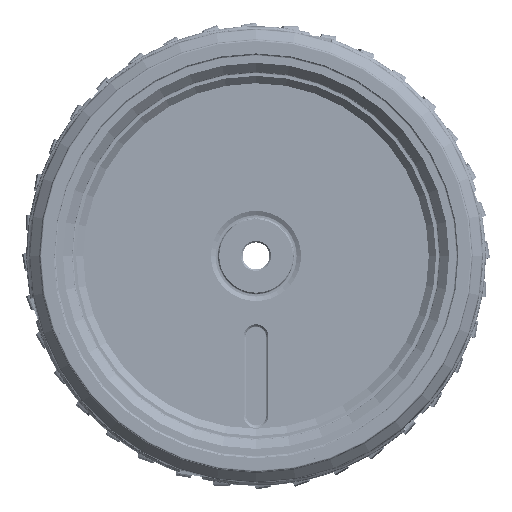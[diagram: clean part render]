
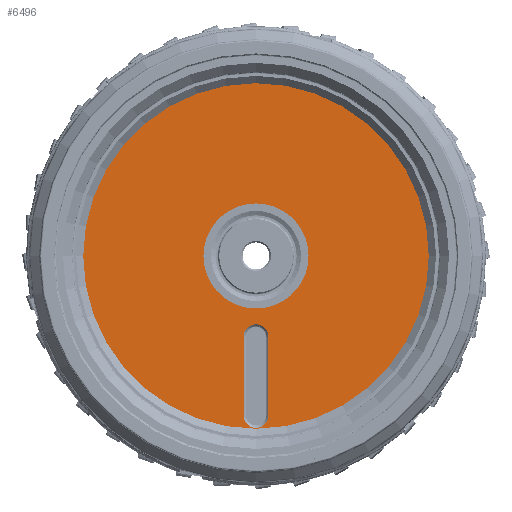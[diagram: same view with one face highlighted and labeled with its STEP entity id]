
A CAD part, top view. The second image highlights one B-rep face of the part: STEP entity #6496.
In plain terms, the highlighted planar face has unit normal (0, 0, 1).
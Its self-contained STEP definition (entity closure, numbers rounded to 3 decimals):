
#3741=FACE_BOUND('',#13393,.T.);
#3742=FACE_BOUND('',#13394,.T.);
#3743=FACE_BOUND('',#13395,.T.);
#6496=ADVANCED_FACE('',(#3741,#3742,#3743),#9265,.T.);
#9265=PLANE('',#53687);
#13393=EDGE_LOOP('',(#19873,#19874,#19875,#19876));
#13394=EDGE_LOOP('',(#19877));
#13395=EDGE_LOOP('',(#19878));
#16873=CIRCLE('',#53681,35.);
#16875=CIRCLE('',#53684,8.3);
#16876=CIRCLE('',#53685,8.3);
#16877=CIRCLE('',#53686,115.075);
#19873=ORIENTED_EDGE('',*,*,#39752,.T.);
#19874=ORIENTED_EDGE('',*,*,#39753,.T.);
#19875=ORIENTED_EDGE('',*,*,#39754,.T.);
#19876=ORIENTED_EDGE('',*,*,#39755,.T.);
#19877=ORIENTED_EDGE('',*,*,#39756,.F.);
#19878=ORIENTED_EDGE('',*,*,#39750,.T.);
#34467=VERTEX_POINT('',#81094);
#34469=VERTEX_POINT('',#81099);
#34470=VERTEX_POINT('',#81100);
#34471=VERTEX_POINT('',#81102);
#34472=VERTEX_POINT('',#81104);
#34473=VERTEX_POINT('',#81107);
#39750=EDGE_CURVE('',#34467,#34467,#16873,.T.);
#39752=EDGE_CURVE('',#34469,#34470,#46230,.T.);
#39753=EDGE_CURVE('',#34470,#34471,#16875,.T.);
#39754=EDGE_CURVE('',#34471,#34472,#46231,.T.);
#39755=EDGE_CURVE('',#34472,#34469,#16876,.T.);
#39756=EDGE_CURVE('',#34473,#34473,#16877,.T.);
#46230=LINE('',#81098,#49328);
#46231=LINE('',#81103,#49329);
#49328=VECTOR('',#60905,1.);
#49329=VECTOR('',#60908,1.);
#53681=AXIS2_PLACEMENT_3D('',#81093,#60899,#60900);
#53684=AXIS2_PLACEMENT_3D('',#81101,#60906,#60907);
#53685=AXIS2_PLACEMENT_3D('',#81105,#60909,#60910);
#53686=AXIS2_PLACEMENT_3D('',#81106,#60911,#60912);
#53687=AXIS2_PLACEMENT_3D('',#81108,#60913,#60914);
#60899=DIRECTION('',(0.,0.,-1.));
#60900=DIRECTION('',(-0.175,0.985,0.));
#60905=DIRECTION('',(0.,-1.,0.));
#60906=DIRECTION('',(0.,0.,-1.));
#60907=DIRECTION('',(-0.175,0.985,0.));
#60908=DIRECTION('',(0.,1.,0.));
#60909=DIRECTION('',(0.,0.,-1.));
#60910=DIRECTION('',(-0.175,0.985,0.));
#60911=DIRECTION('',(0.,0.,-1.));
#60912=DIRECTION('',(-0.175,0.985,0.));
#60913=DIRECTION('',(0.,0.,1.));
#60914=DIRECTION('',(-0.175,0.985,0.));
#81093=CARTESIAN_POINT('',(0.,0.,
-44.85));
#81094=CARTESIAN_POINT('',(-6.114,34.462,-44.85));
#81098=CARTESIAN_POINT('',(8.3,0.,-44.85));
#81099=CARTESIAN_POINT('',(8.3,-53.8,-44.85));
#81100=CARTESIAN_POINT('',(8.3,-106.2,-44.85));
#81101=CARTESIAN_POINT('',(0.,-106.2,-44.85));
#81102=CARTESIAN_POINT('',(-8.3,-106.2,-44.85));
#81103=CARTESIAN_POINT('',(-8.3,0.,-44.85));
#81104=CARTESIAN_POINT('',(-8.3,-53.8,-44.85));
#81105=CARTESIAN_POINT('',(0.,-53.8,-44.85));
#81106=CARTESIAN_POINT('',(0.,0.,
-44.85));
#81107=CARTESIAN_POINT('',(-20.101,113.306,-44.85));
#81108=CARTESIAN_POINT('',(-35.,0.,-44.85));
